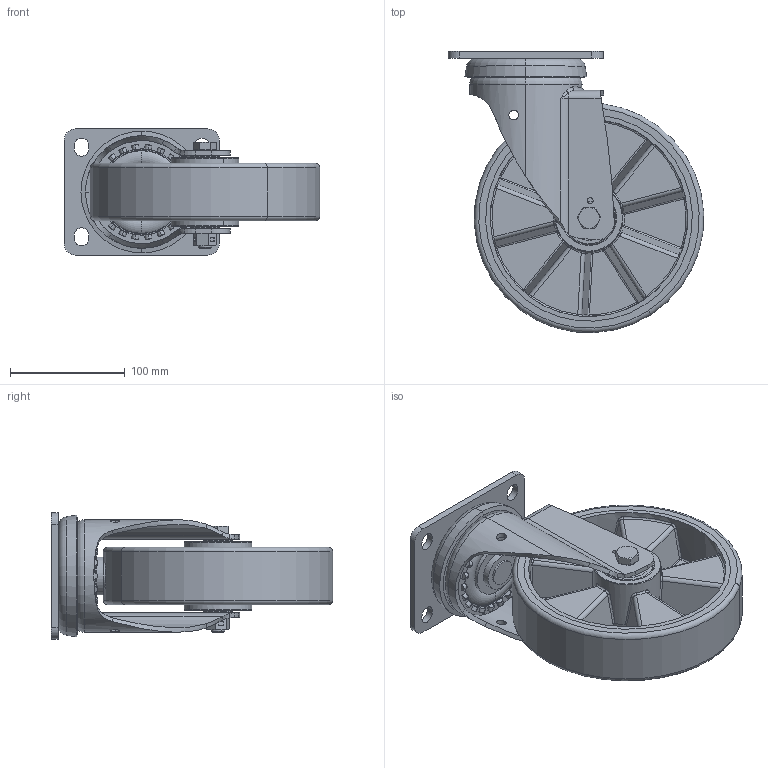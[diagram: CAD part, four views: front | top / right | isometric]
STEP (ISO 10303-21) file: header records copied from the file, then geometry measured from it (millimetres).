
FILE_DESCRIPTION (( 'STEP AP214' ), '1' );
FILE_NAME ('0047351_L-IHB-PUZA-200-K-3_(A-01).step', '2019-07-01T11:01:20', ( 'Windows-Benutzer' ), ( '' ), 'SwSTEP 2.0', 'SolidWorks 2018', '' );
FILE_SCHEMA (( 'AUTOMOTIVE_DESIGN' ));
Length unit declared in the file: millimetre
Products named in the file (1): 0047351_L-IHB-PUZA-200-K-3_(A-01)
Bounding box: 222.38 x 244.88 x 110 mm (x, y, z)
Surface area: 324298.8 mm2 (no closed solid volume)
Topology: 0 solids, 10 shells, 660 faces, 1609 edges, 975 vertices
Faces by surface type: cylinder 214, plane 180, bspline 102, torus 74, cone 54, sphere 36
Entity records: 32347 total; most frequent: CARTESIAN_POINT 10258, ORIENTED_EDGE 3154, DIRECTION 3028, EDGE_CURVE 1609, AXIS2_PLACEMENT_3D 1229, VERTEX_POINT 975, EDGE_LOOP 714, CIRCLE 670
